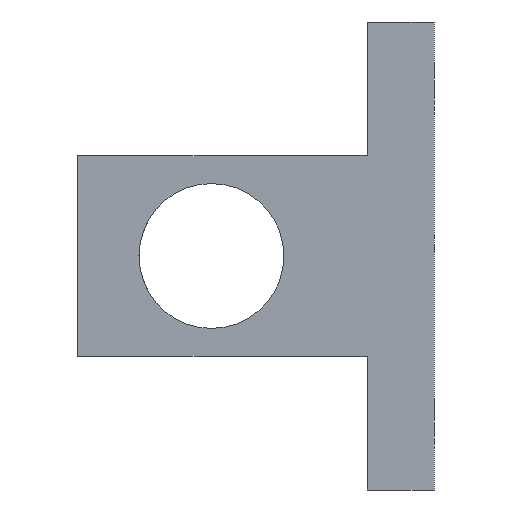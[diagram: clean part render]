
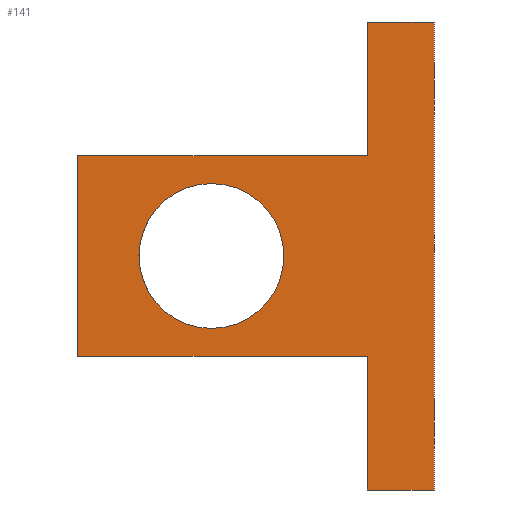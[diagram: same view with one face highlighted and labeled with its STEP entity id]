
A CAD part, left-side view. The second image highlights one B-rep face of the part: STEP entity #141.
In plain terms, the highlighted planar face has unit normal (-1, 0, 0).
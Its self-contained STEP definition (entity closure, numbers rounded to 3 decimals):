
#141 = ADVANCED_FACE( '', ( #209, #210 ), #211, .F. );
#209 = FACE_OUTER_BOUND( '', #304, .T. );
#210 = FACE_BOUND( '', #305, .T. );
#211 = PLANE( '', #306 );
#304 = EDGE_LOOP( '', ( #495, #496, #497, #498, #499, #500, #501, #502 ) );
#305 = EDGE_LOOP( '', ( #503, #504 ) );
#306 = AXIS2_PLACEMENT_3D( '', #505, #506, #507 );
#495 = ORIENTED_EDGE( '', *, *, #706, .F. );
#496 = ORIENTED_EDGE( '', *, *, #728, .F. );
#497 = ORIENTED_EDGE( '', *, *, #725, .F. );
#498 = ORIENTED_EDGE( '', *, *, #722, .F. );
#499 = ORIENTED_EDGE( '', *, *, #719, .F. );
#500 = ORIENTED_EDGE( '', *, *, #716, .F. );
#501 = ORIENTED_EDGE( '', *, *, #713, .F. );
#502 = ORIENTED_EDGE( '', *, *, #710, .F. );
#503 = ORIENTED_EDGE( '', *, *, #704, .F. );
#504 = ORIENTED_EDGE( '', *, *, #681, .F. );
#505 = CARTESIAN_POINT( '', ( -5., 0., 0. ) );
#506 = DIRECTION( '', ( 1., 0., 0. ) );
#507 = DIRECTION( '', ( 0., 0., -1. ) );
#681 = EDGE_CURVE( '', #779, #775, #781, .T. );
#704 = EDGE_CURVE( '', #775, #779, #818, .T. );
#706 = EDGE_CURVE( '', #820, #821, #822, .T. );
#710 = EDGE_CURVE( '', #821, #828, #829, .T. );
#713 = EDGE_CURVE( '', #828, #833, #834, .T. );
#716 = EDGE_CURVE( '', #833, #838, #839, .T. );
#719 = EDGE_CURVE( '', #838, #843, #844, .T. );
#722 = EDGE_CURVE( '', #843, #848, #849, .T. );
#725 = EDGE_CURVE( '', #848, #853, #854, .T. );
#728 = EDGE_CURVE( '', #853, #820, #858, .T. );
#775 = VERTEX_POINT( '', #929 );
#779 = VERTEX_POINT( '', #934 );
#781 = CIRCLE( '', #937, 6.5 );
#818 = CIRCLE( '', #1048, 6.5 );
#820 = VERTEX_POINT( '', #1050 );
#821 = VERTEX_POINT( '', #1051 );
#822 = LINE( '', #1052, #1053 );
#828 = VERTEX_POINT( '', #1062 );
#829 = LINE( '', #1063, #1064 );
#833 = VERTEX_POINT( '', #1070 );
#834 = LINE( '', #1071, #1072 );
#838 = VERTEX_POINT( '', #1078 );
#839 = LINE( '', #1079, #1080 );
#843 = VERTEX_POINT( '', #1086 );
#844 = LINE( '', #1087, #1088 );
#848 = VERTEX_POINT( '', #1094 );
#849 = LINE( '', #1095, #1096 );
#853 = VERTEX_POINT( '', #1102 );
#854 = LINE( '', #1103, #1104 );
#858 = LINE( '', #1110, #1111 );
#929 = CARTESIAN_POINT( '', ( -5., 20., -6.5 ) );
#934 = CARTESIAN_POINT( '', ( -5., 20., 6.5 ) );
#937 = AXIS2_PLACEMENT_3D( '', #1279, #1280, #1281 );
#1048 = AXIS2_PLACEMENT_3D( '', #1326, #1327, #1328 );
#1050 = CARTESIAN_POINT( '', ( -5., 0., -21. ) );
#1051 = CARTESIAN_POINT( '', ( -5., 6., -21. ) );
#1052 = CARTESIAN_POINT( '', ( -5., 0., -21. ) );
#1053 = VECTOR( '', #1332, 1. );
#1062 = CARTESIAN_POINT( '', ( -5., 6., -9. ) );
#1063 = CARTESIAN_POINT( '', ( -5., 6., -21. ) );
#1064 = VECTOR( '', #1336, 1. );
#1070 = CARTESIAN_POINT( '', ( -5., 32., -9. ) );
#1071 = CARTESIAN_POINT( '', ( -5., 6., -9. ) );
#1072 = VECTOR( '', #1339, 1. );
#1078 = CARTESIAN_POINT( '', ( -5., 32., 9. ) );
#1079 = CARTESIAN_POINT( '', ( -5., 32., -9. ) );
#1080 = VECTOR( '', #1342, 1. );
#1086 = CARTESIAN_POINT( '', ( -5., 6., 9. ) );
#1087 = CARTESIAN_POINT( '', ( -5., 32., 9. ) );
#1088 = VECTOR( '', #1345, 1. );
#1094 = CARTESIAN_POINT( '', ( -5., 6., 21. ) );
#1095 = CARTESIAN_POINT( '', ( -5., 6., 9. ) );
#1096 = VECTOR( '', #1348, 1. );
#1102 = CARTESIAN_POINT( '', ( -5., 0., 21. ) );
#1103 = CARTESIAN_POINT( '', ( -5., 6., 21. ) );
#1104 = VECTOR( '', #1351, 1. );
#1110 = CARTESIAN_POINT( '', ( -5., 0., 21. ) );
#1111 = VECTOR( '', #1354, 1. );
#1279 = CARTESIAN_POINT( '', ( -5., 20., 0. ) );
#1280 = DIRECTION( '', ( -1., 0., 0. ) );
#1281 = DIRECTION( '', ( 0., 0., -1. ) );
#1326 = CARTESIAN_POINT( '', ( -5., 20., 0. ) );
#1327 = DIRECTION( '', ( -1., 0., 0. ) );
#1328 = DIRECTION( '', ( 0., 0., -1. ) );
#1332 = DIRECTION( '', ( 0., 1., 0. ) );
#1336 = DIRECTION( '', ( 0., 0., 1. ) );
#1339 = DIRECTION( '', ( 0., 1., 0. ) );
#1342 = DIRECTION( '', ( 0., 0., 1. ) );
#1345 = DIRECTION( '', ( 0., -1., 0. ) );
#1348 = DIRECTION( '', ( 0., 0., 1. ) );
#1351 = DIRECTION( '', ( 0., -1., 0. ) );
#1354 = DIRECTION( '', ( 0., 0., -1. ) );
